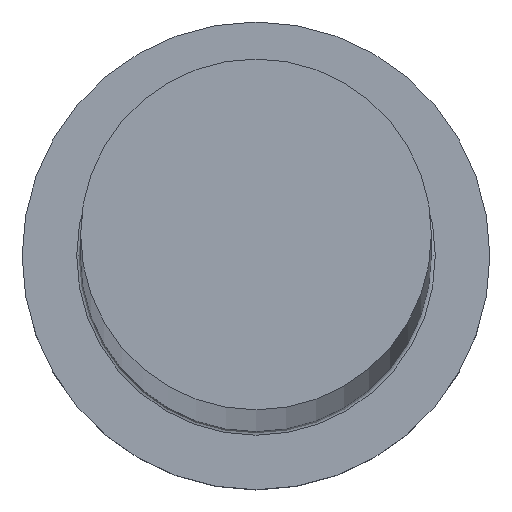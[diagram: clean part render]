
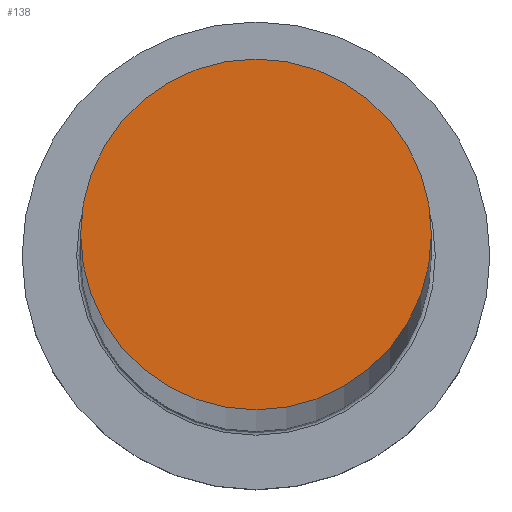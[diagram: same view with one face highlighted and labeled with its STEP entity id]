
A CAD part, top view. The second image highlights one B-rep face of the part: STEP entity #138.
In plain terms, the highlighted planar face has unit normal (0, 0, 1).
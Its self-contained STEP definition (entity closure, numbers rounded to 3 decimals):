
#15 = ORIENTED_EDGE ( 'NONE', *, *, #67, .T. ) ;
#25 = CARTESIAN_POINT ( 'NONE',  ( -9., 0., 637. ) ) ;
#30 = DIRECTION ( 'NONE',  ( 1., 0., 0. ) ) ;
#36 = CARTESIAN_POINT ( 'NONE',  ( 9., 0., 637. ) ) ;
#41 = EDGE_CURVE ( 'NONE', #304, #90, #204, .T. ) ;
#43 = EDGE_LOOP ( 'NONE', ( #15, #300 ) ) ;
#54 = DIRECTION ( 'NONE',  ( 0., 0., 1. ) ) ;
#66 = DIRECTION ( 'NONE',  ( 0., 0., 1. ) ) ;
#67 = EDGE_CURVE ( 'NONE', #90, #304, #244, .T. ) ;
#88 = AXIS2_PLACEMENT_3D ( 'NONE', #252, #66, #238 ) ;
#89 = PLANE ( 'NONE',  #88 ) ;
#90 = VERTEX_POINT ( 'NONE', #25 ) ;
#107 = AXIS2_PLACEMENT_3D ( 'NONE', #265, #239, #30 ) ;
#138 = ADVANCED_FACE ( 'NONE', ( #192 ), #89, .T. ) ;
#192 = FACE_OUTER_BOUND ( 'NONE', #43, .T. ) ;
#196 = CARTESIAN_POINT ( 'NONE',  ( 0., 0., 637. ) ) ;
#200 = DIRECTION ( 'NONE',  ( 1., 0., 0. ) ) ;
#204 = CIRCLE ( 'NONE', #206, 9. ) ;
#206 = AXIS2_PLACEMENT_3D ( 'NONE', #196, #54, #200 ) ;
#238 = DIRECTION ( 'NONE',  ( 1., 0., 0. ) ) ;
#239 = DIRECTION ( 'NONE',  ( 0., 0., 1. ) ) ;
#244 = CIRCLE ( 'NONE', #107, 9. ) ;
#252 = CARTESIAN_POINT ( 'NONE',  ( 0., 0., 637. ) ) ;
#265 = CARTESIAN_POINT ( 'NONE',  ( 0., 0., 637. ) ) ;
#300 = ORIENTED_EDGE ( 'NONE', *, *, #41, .T. ) ;
#304 = VERTEX_POINT ( 'NONE', #36 ) ;
